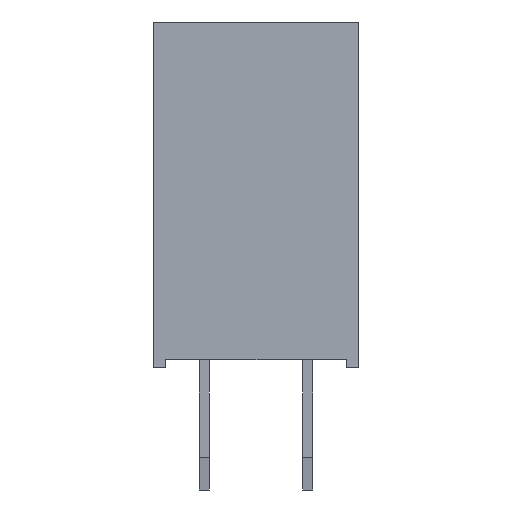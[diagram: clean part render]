
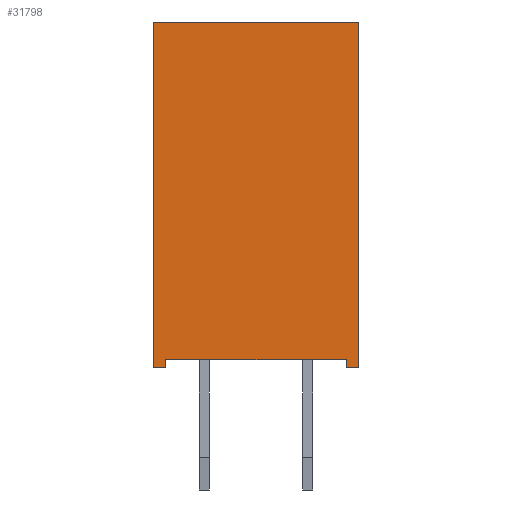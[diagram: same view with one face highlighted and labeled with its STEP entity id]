
A CAD part, left-side view. The second image highlights one B-rep face of the part: STEP entity #31798.
In plain terms, the highlighted planar face has unit normal (-1, 0, 0).
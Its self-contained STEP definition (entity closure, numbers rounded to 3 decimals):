
#2058=FACE_OUTER_BOUND('',#3786,.T.);
#3786=EDGE_LOOP('',(#21777,#21778,#21779,#21780,#21781,#21782,#21783,#21784));
#5732=LINE('',#45856,#9592);
#5735=LINE('',#45861,#9595);
#5737=LINE('',#45865,#9597);
#5747=LINE('',#45885,#9607);
#5778=LINE('',#45947,#9638);
#5788=LINE('',#45966,#9648);
#5789=LINE('',#45968,#9649);
#5790=LINE('',#45969,#9650);
#9592=VECTOR('',#36757,0.3);
#9595=VECTOR('',#36762,8.5);
#9597=VECTOR('',#36766,5.04);
#9607=VECTOR('',#36778,8.5);
#9638=VECTOR('',#36833,4.44);
#9648=VECTOR('',#36855,0.3);
#9649=VECTOR('',#36858,0.2);
#9650=VECTOR('',#36859,0.2);
#13398=VERTEX_POINT('',#45853);
#13399=VERTEX_POINT('',#45855);
#13400=VERTEX_POINT('',#45859);
#13401=VERTEX_POINT('',#45863);
#13410=VERTEX_POINT('',#45883);
#13428=VERTEX_POINT('',#45944);
#13429=VERTEX_POINT('',#45946);
#13432=VERTEX_POINT('',#45964);
#16540=EDGE_CURVE('',#13399,#13398,#5732,.T.);
#16543=EDGE_CURVE('',#13398,#13400,#5735,.T.);
#16545=EDGE_CURVE('',#13400,#13401,#5737,.T.);
#16555=EDGE_CURVE('',#13401,#13410,#5747,.T.);
#16586=EDGE_CURVE('',#13429,#13428,#5778,.T.);
#16596=EDGE_CURVE('',#13410,#13432,#5788,.T.);
#16597=EDGE_CURVE('',#13432,#13429,#5789,.T.);
#16598=EDGE_CURVE('',#13428,#13399,#5790,.T.);
#21777=ORIENTED_EDGE('',*,*,#16543,.T.);
#21778=ORIENTED_EDGE('',*,*,#16545,.T.);
#21779=ORIENTED_EDGE('',*,*,#16555,.T.);
#21780=ORIENTED_EDGE('',*,*,#16596,.T.);
#21781=ORIENTED_EDGE('',*,*,#16597,.T.);
#21782=ORIENTED_EDGE('',*,*,#16586,.T.);
#21783=ORIENTED_EDGE('',*,*,#16598,.T.);
#21784=ORIENTED_EDGE('',*,*,#16540,.T.);
#30474=PLANE('',#33630);
#31798=ADVANCED_FACE('',(#2058),#30474,.T.);
#33630=AXIS2_PLACEMENT_3D('',#45967,#36856,#36857);
#36757=DIRECTION('',(0.,0.,1.));
#36762=DIRECTION('',(0.,1.,0.));
#36766=DIRECTION('',(0.,0.,-1.));
#36778=DIRECTION('',(0.,-1.,0.));
#36833=DIRECTION('',(0.,0.,1.));
#36855=DIRECTION('',(0.,0.,1.));
#36856=DIRECTION('center_axis',(-1.,0.,0.));
#36857=DIRECTION('ref_axis',(0.,0.,1.));
#36858=DIRECTION('',(0.,1.,0.));
#36859=DIRECTION('',(0.,-1.,0.));
#45853=CARTESIAN_POINT('',(-1.47,-8.5,2.52));
#45855=CARTESIAN_POINT('',(-1.47,-8.5,2.22));
#45856=CARTESIAN_POINT('',(-1.47,-8.5,2.22));
#45859=CARTESIAN_POINT('',(-1.47,0.,2.52));
#45861=CARTESIAN_POINT('',(-1.47,-8.5,2.52));
#45863=CARTESIAN_POINT('',(-1.47,0.,-2.52));
#45865=CARTESIAN_POINT('',(-1.47,0.,2.52));
#45883=CARTESIAN_POINT('',(-1.47,-8.5,-2.52));
#45885=CARTESIAN_POINT('',(-1.47,0.,-2.52));
#45944=CARTESIAN_POINT('',(-1.47,-8.3,2.22));
#45946=CARTESIAN_POINT('',(-1.47,-8.3,-2.22));
#45947=CARTESIAN_POINT('',(-1.47,-8.3,-2.22));
#45964=CARTESIAN_POINT('',(-1.47,-8.5,-2.22));
#45966=CARTESIAN_POINT('',(-1.47,-8.5,-2.52));
#45967=CARTESIAN_POINT('Origin',(-1.47,0.,0.));
#45968=CARTESIAN_POINT('',(-1.47,-8.5,-2.22));
#45969=CARTESIAN_POINT('',(-1.47,-8.3,2.22));
